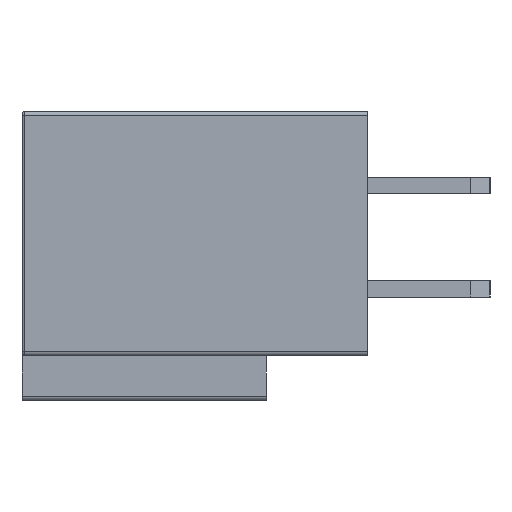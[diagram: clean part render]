
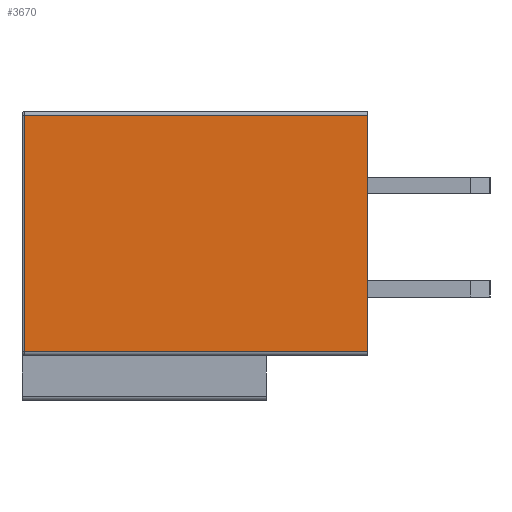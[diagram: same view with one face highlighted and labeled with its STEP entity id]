
A CAD part, left-side view. The second image highlights one B-rep face of the part: STEP entity #3670.
In plain terms, the highlighted planar face has unit normal (-1, 0, 0).
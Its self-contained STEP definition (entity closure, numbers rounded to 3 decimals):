
#89 = VECTOR ( 'NONE', #2712, 1000. ) ;
#162 = DIRECTION ( 'NONE',  ( -1., 0., 0. ) ) ;
#476 = EDGE_LOOP ( 'NONE', ( #941, #3074, #6340, #619 ) ) ;
#619 = ORIENTED_EDGE ( 'NONE', *, *, #1676, .F. ) ;
#803 = CARTESIAN_POINT ( 'NONE',  ( -15.1, 8.45, -2.35 ) ) ;
#877 = VECTOR ( 'NONE', #3186, 1000. ) ;
#941 = ORIENTED_EDGE ( 'NONE', *, *, #5362, .T. ) ;
#1116 = LINE ( 'NONE', #4136, #4116 ) ;
#1676 = EDGE_CURVE ( 'NONE', #6866, #6721, #1116, .T. ) ;
#1837 = PLANE ( 'NONE',  #6270 ) ;
#1840 = CARTESIAN_POINT ( 'NONE',  ( -15.1, 0., 3.45 ) ) ;
#1843 = FACE_OUTER_BOUND ( 'NONE', #476, .T. ) ;
#1977 = DIRECTION ( 'NONE',  ( 0., 0., -1. ) ) ;
#2623 = CARTESIAN_POINT ( 'NONE',  ( -15.1, 0., -2.35 ) ) ;
#2712 = DIRECTION ( 'NONE',  ( 0., 0., -1. ) ) ;
#2807 = DIRECTION ( 'NONE',  ( 0., 0., 1. ) ) ;
#3074 = ORIENTED_EDGE ( 'NONE', *, *, #6434, .T. ) ;
#3186 = DIRECTION ( 'NONE',  ( 0., -1., 0. ) ) ;
#3270 = VECTOR ( 'NONE', #6574, 1000. ) ;
#3670 = ADVANCED_FACE ( 'NONE', ( #1843 ), #1837, .T. ) ;
#3868 = LINE ( 'NONE', #7026, #3270 ) ;
#4116 = VECTOR ( 'NONE', #1977, 1000. ) ;
#4136 = CARTESIAN_POINT ( 'NONE',  ( -15.1, 0., 3.55 ) ) ;
#4140 = CARTESIAN_POINT ( 'NONE',  ( -15.1, 0., -2.35 ) ) ;
#4145 = EDGE_CURVE ( 'NONE', #7021, #6721, #4491, .T. ) ;
#4301 = CARTESIAN_POINT ( 'NONE',  ( -15.1, 8.45, 3.45 ) ) ;
#4491 = LINE ( 'NONE', #2623, #877 ) ;
#5362 = EDGE_CURVE ( 'NONE', #6866, #5897, #3868, .T. ) ;
#5540 = CARTESIAN_POINT ( 'NONE',  ( -15.1, 8.5, 3.55 ) ) ;
#5897 = VERTEX_POINT ( 'NONE', #4301 ) ;
#5959 = CARTESIAN_POINT ( 'NONE',  ( -15.1, 8.45, 3.55 ) ) ;
#6270 = AXIS2_PLACEMENT_3D ( 'NONE', #5540, #162, #2807 ) ;
#6340 = ORIENTED_EDGE ( 'NONE', *, *, #4145, .T. ) ;
#6362 = LINE ( 'NONE', #5959, #89 ) ;
#6434 = EDGE_CURVE ( 'NONE', #5897, #7021, #6362, .T. ) ;
#6574 = DIRECTION ( 'NONE',  ( 0., 1., 0. ) ) ;
#6721 = VERTEX_POINT ( 'NONE', #4140 ) ;
#6866 = VERTEX_POINT ( 'NONE', #1840 ) ;
#7021 = VERTEX_POINT ( 'NONE', #803 ) ;
#7026 = CARTESIAN_POINT ( 'NONE',  ( -15.1, 8.5, 3.45 ) ) ;
